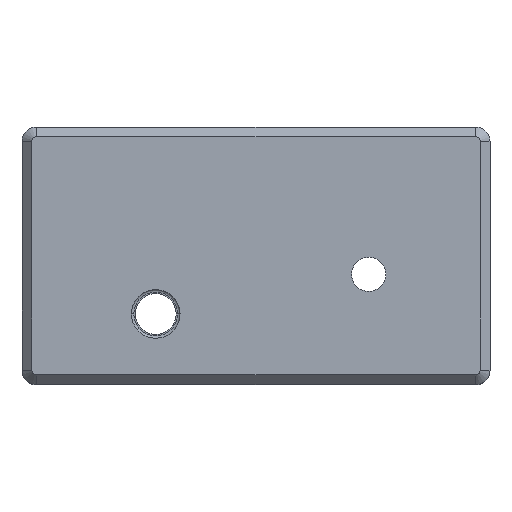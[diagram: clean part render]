
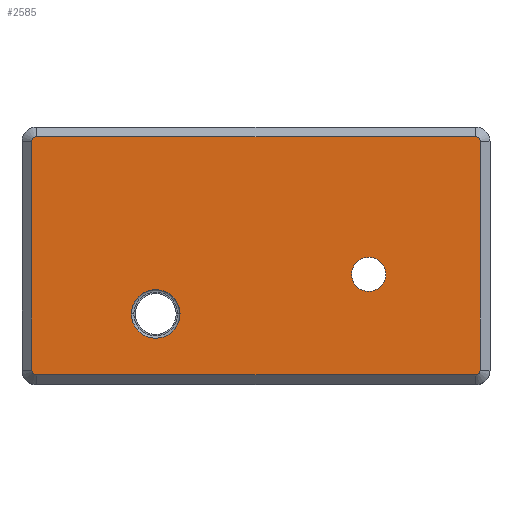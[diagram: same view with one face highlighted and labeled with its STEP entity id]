
A CAD part, top view. The second image highlights one B-rep face of the part: STEP entity #2585.
In plain terms, the highlighted planar face has unit normal (0, 0, 1).
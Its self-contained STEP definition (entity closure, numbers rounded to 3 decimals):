
#52 = EDGE_CURVE ( 'NONE', #290, #178, #1190, .T. ) ;
#58 = EDGE_CURVE ( 'NONE', #2314, #3717, #3052, .T. ) ;
#60 = DIRECTION ( 'NONE',  ( 0., 0., 1. ) ) ;
#80 = EDGE_CURVE ( 'NONE', #3562, #2723, #2533, .T. ) ;
#149 = CARTESIAN_POINT ( 'NONE',  ( -10.25, -67.458, 3. ) ) ;
#178 = VERTEX_POINT ( 'NONE', #737 ) ;
#224 = LINE ( 'NONE', #750, #1164 ) ;
#226 = EDGE_CURVE ( 'NONE', #703, #434, #2730, .T. ) ;
#229 = DIRECTION ( 'NONE',  ( -1., 0., 0. ) ) ;
#230 = ORIENTED_EDGE ( 'NONE', *, *, #58, .T. ) ;
#263 = ORIENTED_EDGE ( 'NONE', *, *, #1099, .T. ) ;
#290 = VERTEX_POINT ( 'NONE', #3837 ) ;
#302 = ORIENTED_EDGE ( 'NONE', *, *, #1979, .F. ) ;
#303 = DIRECTION ( 'NONE',  ( 1., 0., 0. ) ) ;
#354 = ORIENTED_EDGE ( 'NONE', *, *, #80, .F. ) ;
#421 = DIRECTION ( 'NONE',  ( -1., 0., 0. ) ) ;
#434 = VERTEX_POINT ( 'NONE', #1198 ) ;
#584 = CARTESIAN_POINT ( 'NONE',  ( 15.2, -40.158, 3. ) ) ;
#623 = AXIS2_PLACEMENT_3D ( 'NONE', #3339, #2094, #229 ) ;
#652 = EDGE_LOOP ( 'NONE', ( #302, #3222 ) ) ;
#683 = AXIS2_PLACEMENT_3D ( 'NONE', #584, #2729, #3024 ) ;
#703 = VERTEX_POINT ( 'NONE', #2855 ) ;
#722 = CARTESIAN_POINT ( 'NONE',  ( -50.55, -75.608, 3. ) ) ;
#737 = CARTESIAN_POINT ( 'NONE',  ( -75.054, -88.158, 3. ) ) ;
#750 = CARTESIAN_POINT ( 'NONE',  ( -76.054, 0., 3. ) ) ;
#764 = DIRECTION ( 'NONE',  ( 0., -1., 0. ) ) ;
#863 = ORIENTED_EDGE ( 'NONE', *, *, #1232, .T. ) ;
#876 = CARTESIAN_POINT ( 'NONE',  ( -3.25, -67.458, 3. ) ) ;
#881 = CIRCLE ( 'NONE', #2520, 3.5 ) ;
#955 = CARTESIAN_POINT ( 'NONE',  ( 16.2, 0., 3. ) ) ;
#968 = DIRECTION ( 'NONE',  ( -1., 0., 0. ) ) ;
#1002 = DIRECTION ( 'NONE',  ( 0., 0., 1. ) ) ;
#1099 = EDGE_CURVE ( 'NONE', #1786, #1797, #2686, .T. ) ;
#1107 = CARTESIAN_POINT ( 'NONE',  ( 0., -39.158, 3. ) ) ;
#1142 = DIRECTION ( 'NONE',  ( -1., 0., 0. ) ) ;
#1164 = VECTOR ( 'NONE', #764, 1000. ) ;
#1190 = CIRCLE ( 'NONE', #3291, 1. ) ;
#1198 = CARTESIAN_POINT ( 'NONE',  ( -45.55, -75.608, 3. ) ) ;
#1203 = EDGE_CURVE ( 'NONE', #3717, #3370, #1772, .T. ) ;
#1232 = EDGE_CURVE ( 'NONE', #178, #1807, #2141, .T. ) ;
#1267 = DIRECTION ( 'NONE',  ( 0., 0., 1. ) ) ;
#1360 = CARTESIAN_POINT ( 'NONE',  ( -50.55, -75.608, 3. ) ) ;
#1416 = VECTOR ( 'NONE', #3210, 1000. ) ;
#1463 = ORIENTED_EDGE ( 'NONE', *, *, #3576, .T. ) ;
#1464 = CARTESIAN_POINT ( 'NONE',  ( 16.2, -40.158, 3. ) ) ;
#1486 = CARTESIAN_POINT ( 'NONE',  ( -76.054, -40.158, 3. ) ) ;
#1551 = EDGE_CURVE ( 'NONE', #1807, #2314, #3293, .T. ) ;
#1600 = CARTESIAN_POINT ( 'NONE',  ( -6.75, -67.458, 3. ) ) ;
#1772 = CIRCLE ( 'NONE', #683, 1. ) ;
#1786 = VERTEX_POINT ( 'NONE', #2136 ) ;
#1797 = VERTEX_POINT ( 'NONE', #1486 ) ;
#1807 = VERTEX_POINT ( 'NONE', #3369 ) ;
#1857 = AXIS2_PLACEMENT_3D ( 'NONE', #2639, #3895, #1142 ) ;
#1909 = VECTOR ( 'NONE', #2532, 1000. ) ;
#1949 = EDGE_CURVE ( 'NONE', #2723, #3562, #881, .T. ) ;
#1955 = AXIS2_PLACEMENT_3D ( 'NONE', #722, #1978, #303 ) ;
#1978 = DIRECTION ( 'NONE',  ( 0., 0., 1. ) ) ;
#1979 = EDGE_CURVE ( 'NONE', #434, #703, #2238, .T. ) ;
#1989 = FACE_OUTER_BOUND ( 'NONE', #2552, .T. ) ;
#2005 = EDGE_CURVE ( 'NONE', #3370, #1786, #2041, .T. ) ;
#2033 = ORIENTED_EDGE ( 'NONE', *, *, #2005, .T. ) ;
#2041 = LINE ( 'NONE', #1107, #1416 ) ;
#2083 = EDGE_LOOP ( 'NONE', ( #2688, #354 ) ) ;
#2094 = DIRECTION ( 'NONE',  ( 0., 0., 1. ) ) ;
#2136 = CARTESIAN_POINT ( 'NONE',  ( -75.054, -39.158, 3. ) ) ;
#2141 = LINE ( 'NONE', #3732, #2478 ) ;
#2219 = ORIENTED_EDGE ( 'NONE', *, *, #1203, .T. ) ;
#2238 = CIRCLE ( 'NONE', #1955, 5. ) ;
#2265 = DIRECTION ( 'NONE',  ( 1., 0., 0. ) ) ;
#2283 = FACE_BOUND ( 'NONE', #652, .T. ) ;
#2299 = CARTESIAN_POINT ( 'NONE',  ( 15.2, -87.158, 3. ) ) ;
#2314 = VERTEX_POINT ( 'NONE', #3504 ) ;
#2352 = PLANE ( 'NONE',  #1857 ) ;
#2478 = VECTOR ( 'NONE', #3388, 1000. ) ;
#2500 = CARTESIAN_POINT ( 'NONE',  ( -75.054, -87.158, 3. ) ) ;
#2520 = AXIS2_PLACEMENT_3D ( 'NONE', #3425, #3741, #3080 ) ;
#2532 = DIRECTION ( 'NONE',  ( 0., 1., 0. ) ) ;
#2533 = CIRCLE ( 'NONE', #2810, 3.5 ) ;
#2552 = EDGE_LOOP ( 'NONE', ( #3543, #863, #3090, #230, #2219, #2033, #263, #1463 ) ) ;
#2585 = ADVANCED_FACE ( 'NONE', ( #1989, #2283, #3287 ), #2352, .F. ) ;
#2639 = CARTESIAN_POINT ( 'NONE',  ( 0., 0., 3. ) ) ;
#2686 = CIRCLE ( 'NONE', #623, 1. ) ;
#2688 = ORIENTED_EDGE ( 'NONE', *, *, #1949, .F. ) ;
#2723 = VERTEX_POINT ( 'NONE', #876 ) ;
#2729 = DIRECTION ( 'NONE',  ( 0., 0., 1. ) ) ;
#2730 = CIRCLE ( 'NONE', #3342, 5. ) ;
#2810 = AXIS2_PLACEMENT_3D ( 'NONE', #1600, #1267, #3768 ) ;
#2855 = CARTESIAN_POINT ( 'NONE',  ( -55.55, -75.608, 3. ) ) ;
#3024 = DIRECTION ( 'NONE',  ( -1., 0., 0. ) ) ;
#3052 = LINE ( 'NONE', #955, #1909 ) ;
#3080 = DIRECTION ( 'NONE',  ( 1., 0., 0. ) ) ;
#3090 = ORIENTED_EDGE ( 'NONE', *, *, #1551, .T. ) ;
#3161 = AXIS2_PLACEMENT_3D ( 'NONE', #2299, #3840, #421 ) ;
#3210 = DIRECTION ( 'NONE',  ( -1., 0., 0. ) ) ;
#3222 = ORIENTED_EDGE ( 'NONE', *, *, #226, .F. ) ;
#3287 = FACE_BOUND ( 'NONE', #2083, .T. ) ;
#3291 = AXIS2_PLACEMENT_3D ( 'NONE', #2500, #1002, #968 ) ;
#3293 = CIRCLE ( 'NONE', #3161, 1. ) ;
#3339 = CARTESIAN_POINT ( 'NONE',  ( -75.054, -40.158, 3. ) ) ;
#3342 = AXIS2_PLACEMENT_3D ( 'NONE', #1360, #60, #2265 ) ;
#3369 = CARTESIAN_POINT ( 'NONE',  ( 15.2, -88.158, 3. ) ) ;
#3370 = VERTEX_POINT ( 'NONE', #3396 ) ;
#3388 = DIRECTION ( 'NONE',  ( 1., 0., 0. ) ) ;
#3396 = CARTESIAN_POINT ( 'NONE',  ( 15.2, -39.158, 3. ) ) ;
#3425 = CARTESIAN_POINT ( 'NONE',  ( -6.75, -67.458, 3. ) ) ;
#3504 = CARTESIAN_POINT ( 'NONE',  ( 16.2, -87.158, 3. ) ) ;
#3543 = ORIENTED_EDGE ( 'NONE', *, *, #52, .T. ) ;
#3562 = VERTEX_POINT ( 'NONE', #149 ) ;
#3576 = EDGE_CURVE ( 'NONE', #1797, #290, #224, .T. ) ;
#3717 = VERTEX_POINT ( 'NONE', #1464 ) ;
#3732 = CARTESIAN_POINT ( 'NONE',  ( 0., -88.158, 3. ) ) ;
#3741 = DIRECTION ( 'NONE',  ( 0., 0., 1. ) ) ;
#3768 = DIRECTION ( 'NONE',  ( 1., 0., 0. ) ) ;
#3837 = CARTESIAN_POINT ( 'NONE',  ( -76.054, -87.158, 3. ) ) ;
#3840 = DIRECTION ( 'NONE',  ( 0., 0., 1. ) ) ;
#3895 = DIRECTION ( 'NONE',  ( 0., 0., -1. ) ) ;
